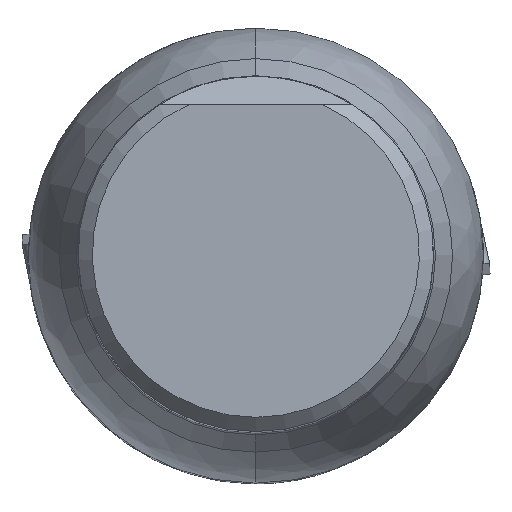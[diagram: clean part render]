
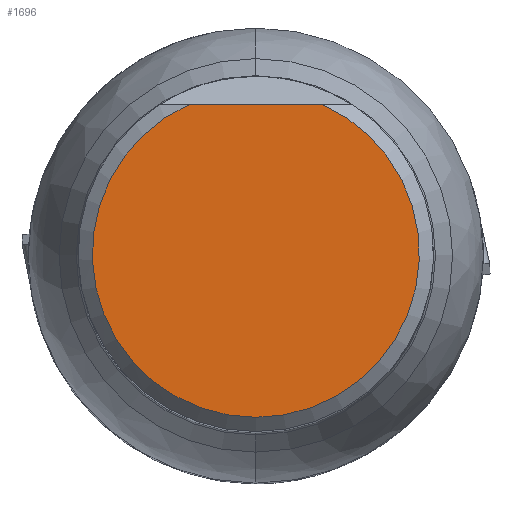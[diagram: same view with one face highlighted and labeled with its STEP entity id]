
A CAD part, top view. The second image highlights one B-rep face of the part: STEP entity #1696.
In plain terms, the highlighted face is planar.
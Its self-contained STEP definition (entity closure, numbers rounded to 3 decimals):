
#814=CARTESIAN_POINT('',(0.,0.,0.));
#815=DIRECTION('',(0.,0.,-1.));
#816=DIRECTION('',(0.408,0.913,0.));
#817=AXIS2_PLACEMENT_3D('',#814,#815,#816);
#838=DIRECTION('',(-1.,0.,0.));
#839=VECTOR('',#838,9.381);
#840=CARTESIAN_POINT('',(4.69,10.5,0.));
#841=LINE('',#840,#839);
#950=CARTESIAN_POINT('',(4.69,10.5,0.));
#951=CARTESIAN_POINT('',(-4.69,10.5,0.));
#952=VERTEX_POINT('',#950);
#953=VERTEX_POINT('',#951);
#1686=CARTESIAN_POINT('',(0.,0.,0.));
#1687=DIRECTION('',(0.,0.,-1.));
#1688=DIRECTION('',(0.,-1.,0.));
#1689=AXIS2_PLACEMENT_3D('',#1686,#1687,#1688);
#1690=PLANE('',#1689);
#1692=ORIENTED_EDGE('',*,*,#1691,.T.);
#1693=ORIENTED_EDGE('',*,*,#1675,.F.);
#1694=EDGE_LOOP('',(#1692,#1693));
#1695=FACE_OUTER_BOUND('',#1694,.F.);
#818=CIRCLE('',#817,11.5);
#1675=EDGE_CURVE('',#952,#953,#818,.T.);
#1691=EDGE_CURVE('',#952,#953,#841,.T.);
#1696=ADVANCED_FACE('',(#1695),#1690,.T.);
